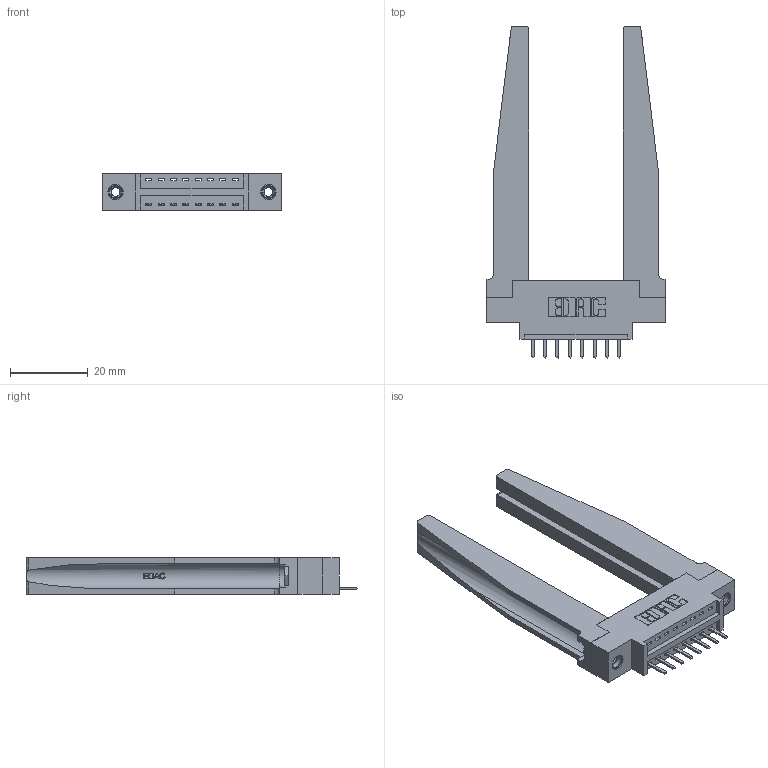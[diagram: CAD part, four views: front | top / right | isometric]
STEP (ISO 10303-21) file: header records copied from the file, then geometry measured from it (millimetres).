
FILE_DESCRIPTION (( 'STEP AP203' ), '1' );
FILE_NAME ('346-008-520-678.STEP', '2022-05-04T20:47:52', ( '' ), ( '' ), 'SwSTEP 2.0', 'SolidWorks 2020', '' );
FILE_SCHEMA (( 'CONFIG_CONTROL_DESIGN' ));
Length unit declared in the file: inch
Products named in the file (5): 346 Part_0.170 Offset - 0.156 Dia-TH; 346-220-078_345-220-078; 345-250-001_345-250-001-102; 346-008-520-678; 345-292-001_345-293-120
Assembly tree (13 placements, depth 2):
  346-008-520-678
    346 Part_0.170 Offset - 0.156 Dia-TH
    345-292-001_345-293-120  x8
    346-220-078_345-220-078  x2
    345-250-001_345-250-001-102  x2
Bounding box: 45.97 x 85.29 x 9.4 mm (x, y, z)
Volume: 10879.6 mm3; surface area: 11251.9 mm2
Topology: 13 solids, 13 shells, 870 faces, 2457 edges, 1606 vertices
Faces by surface type: plane 572, cylinder 246, bspline 36, cone 12, torus 4
Entity records: 14952 total; most frequent: CARTESIAN_POINT 3501, ORIENTED_EDGE 2318, DIRECTION 2101, EDGE_CURVE 1159, VECTOR 897, LINE 897, VERTEX_POINT 764, AXIS2_PLACEMENT_3D 602
